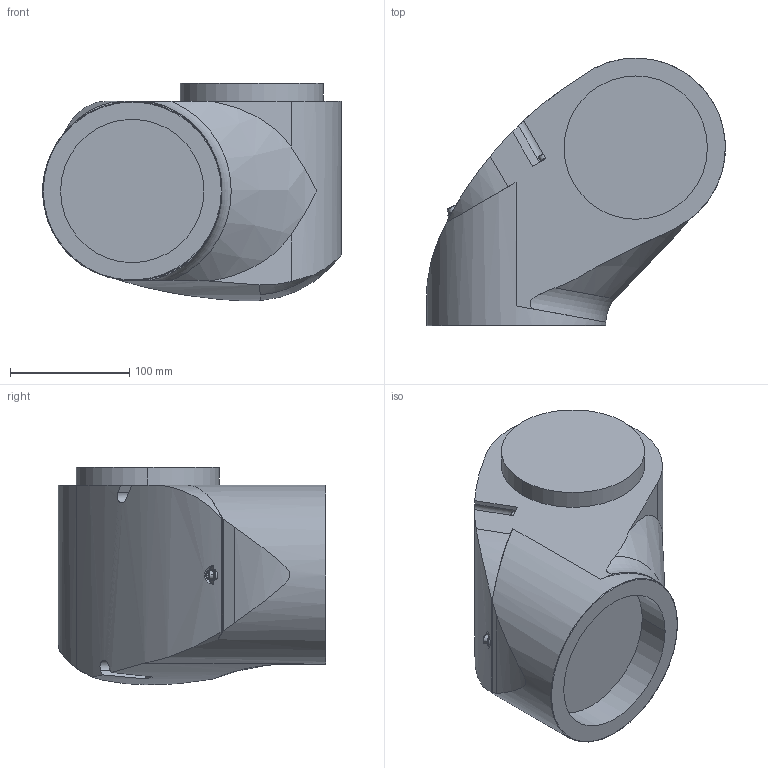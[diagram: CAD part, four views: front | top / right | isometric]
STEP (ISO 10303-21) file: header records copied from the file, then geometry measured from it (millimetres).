
FILE_DESCRIPTION((''),'2;1');
FILE_NAME('VT6_A901S_J1','2019-08-22T18:45:32',('arco0'),(''),'CREO PARAMETRIC BY PTC INC, 2018420','CREO PARAMETRIC BY PTC INC, 2018420','');
FILE_SCHEMA(('AUTOMOTIVE_DESIGN { 1 0 10303 214 1 1 1 1 }'));
Length unit declared in the file: millimetre
Products named in the file (1): VT6_A901S_J1
Bounding box: 249.99 x 224 x 181.72 mm (x, y, z)
Volume: 5347122.3 mm3; surface area: 194443.7 mm2
Topology: 1 solids, 1 shells, 146 faces, 352 edges, 227 vertices
Faces by surface type: plane 71, cylinder 45, torus 16, cone 11, bspline 3
Entity records: 6681 total; most frequent: CARTESIAN_POINT 1294, ORIENTED_EDGE 704, DIRECTION 674, PRESENTATION_STYLE_ASSIGNMENT 428, STYLED_ITEM 353, CURVE_STYLE 352, EDGE_CURVE 352, AXIS2_PLACEMENT_3D 251
